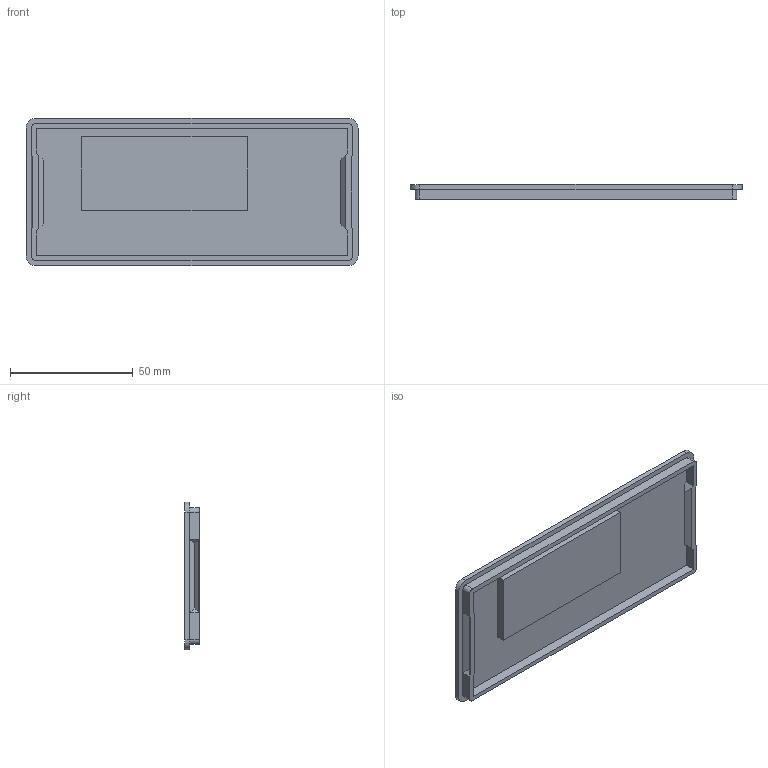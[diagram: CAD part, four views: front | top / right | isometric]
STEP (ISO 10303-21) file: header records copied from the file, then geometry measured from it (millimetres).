
FILE_DESCRIPTION(/* description */ (''),/* implementation_level */ '2;1');
FILE_NAME(/* name */ 'rotisserie.step',/* time_stamp */ '2022-09-29T22:40:53+02:00',/* author */ (''),/* organization */ (''),/* preprocessor_version */ 'ST-DEVELOPER v19',/* originating_system */ 'Autodesk Translation Framework v11.7.0.108',/* authorisation */ '');
FILE_SCHEMA (('AUTOMOTIVE_DESIGN { 1 0 10303 214 3 1 1 }'));
Length unit declared in the file: millimetre
Products named in the file (4): b-parasite Drier; Template Box Fusion360 v1; Enclosure; Base
Assembly tree (3 placements, depth 4):
  b-parasite Drier
    Template Box Fusion360 v1
      Enclosure
        Base
Bounding box: 135 x 6 x 60 mm (x, y, z)
Volume: 25348.5 mm3; surface area: 20587.5 mm2
Topology: 1 solids, 1 shells, 51 faces, 134 edges, 88 vertices
Faces by surface type: plane 43, cylinder 8
Entity records: 1645 total; most frequent: CARTESIAN_POINT 280, ORIENTED_EDGE 268, DIRECTION 266, EDGE_CURVE 134, LINE 118, VECTOR 118, VERTEX_POINT 88, AXIS2_PLACEMENT_3D 74
